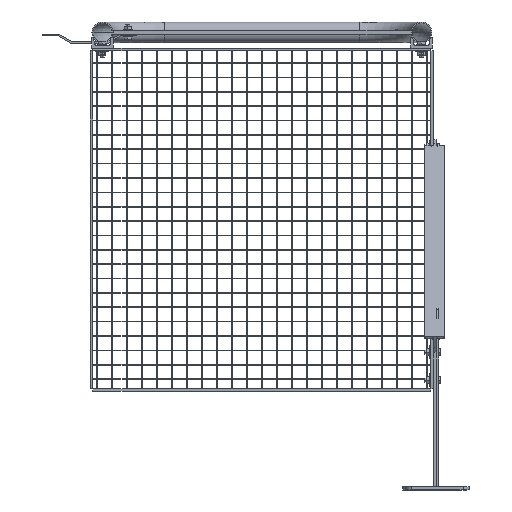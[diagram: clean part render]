
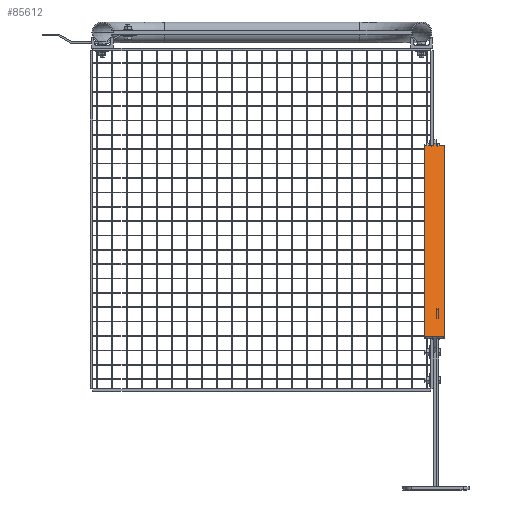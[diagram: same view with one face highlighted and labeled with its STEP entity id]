
A CAD part, front view. The second image highlights one B-rep face of the part: STEP entity #85612.
In plain terms, the highlighted planar face has unit normal (0, -0.599, 0.801).
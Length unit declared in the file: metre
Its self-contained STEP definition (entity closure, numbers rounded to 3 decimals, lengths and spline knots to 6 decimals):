
#1518 = VECTOR ( 'NONE', #4197, 1. ) ;
#1614 = ORIENTED_EDGE ( 'NONE', *, *, #30575, .F. ) ;
#3122 = LINE ( 'NONE', #99702, #1518 ) ;
#3264 = EDGE_CURVE ( 'NONE', #28878, #29478, #89066, .T. ) ;
#4197 = DIRECTION ( 'NONE',  ( 0., 0.801, 0.599 ) ) ;
#6286 = CARTESIAN_POINT ( 'NONE',  ( 0.4265, -0.685379, -0.272948 ) ) ;
#6412 = VERTEX_POINT ( 'NONE', #59235 ) ;
#9713 = AXIS2_PLACEMENT_3D ( 'NONE', #60518, #102368, #43907 ) ;
#11985 = CARTESIAN_POINT ( 'NONE',  ( 0.4265, -0.089389, 0.172682 ) ) ;
#14924 = VECTOR ( 'NONE', #105138, 1. ) ;
#17561 = ORIENTED_EDGE ( 'NONE', *, *, #92351, .T. ) ;
#19378 = ORIENTED_EDGE ( 'NONE', *, *, #3264, .F. ) ;
#20792 = VECTOR ( 'NONE', #97833, 1. ) ;
#23942 = CARTESIAN_POINT ( 'NONE',  ( 0.4, -0.730389, -0.306603 ) ) ;
#25473 = EDGE_CURVE ( 'NONE', #6412, #52871, #74918, .T. ) ;
#25563 = CARTESIAN_POINT ( 'NONE',  ( 0.406, -0.08138, 0.178671 ) ) ;
#25569 = ORIENTED_EDGE ( 'NONE', *, *, #104910, .T. ) ;
#27796 = FACE_OUTER_BOUND ( 'NONE', #41007, .T. ) ;
#28268 = CARTESIAN_POINT ( 'NONE',  ( 0.406, -0.730389, -0.306603 ) ) ;
#28878 = VERTEX_POINT ( 'NONE', #92631 ) ;
#29303 = CARTESIAN_POINT ( 'NONE',  ( 0.3795, -0.685379, -0.272948 ) ) ;
#29478 = VERTEX_POINT ( 'NONE', #92243 ) ;
#29854 = CARTESIAN_POINT ( 'NONE',  ( 0.406, -0.085785, 0.175377 ) ) ;
#30575 = EDGE_CURVE ( 'NONE', #39298, #6412, #58252, .T. ) ;
#31155 = VERTEX_POINT ( 'NONE', #70425 ) ;
#33211 = CARTESIAN_POINT ( 'NONE',  ( 0.3795, -0.089389, 0.172682 ) ) ;
#34504 = AXIS2_PLACEMENT_3D ( 'NONE', #43508, #37064, #69788 ) ;
#34670 = ORIENTED_EDGE ( 'NONE', *, *, #25473, .F. ) ;
#36512 = VECTOR ( 'NONE', #73292, 1. ) ;
#37064 = DIRECTION ( 'NONE',  ( 0., 0.599, -0.801 ) ) ;
#37429 = LINE ( 'NONE', #46539, #45852 ) ;
#38100 = ORIENTED_EDGE ( 'NONE', *, *, #80030, .T. ) ;
#39298 = VERTEX_POINT ( 'NONE', #87803 ) ;
#41007 = EDGE_LOOP ( 'NONE', ( #98677, #100200, #87926, #17561, #25569, #34670, #1614, #38100, #19378, #52032 ) ) ;
#41019 = EDGE_CURVE ( 'NONE', #85749, #57279, #91360, .T. ) ;
#42393 = VERTEX_POINT ( 'NONE', #29854 ) ;
#43508 = CARTESIAN_POINT ( 'NONE',  ( 0.3955, -0.085785, 0.175377 ) ) ;
#43846 = DIRECTION ( 'NONE',  ( 0., 0.801, 0.599 ) ) ;
#43907 = DIRECTION ( 'NONE',  ( 0., -0.801, -0.599 ) ) ;
#45852 = VECTOR ( 'NONE', #86784, 1. ) ;
#46539 = CARTESIAN_POINT ( 'NONE',  ( 0.3795, -0.730389, -0.306603 ) ) ;
#48449 = DIRECTION ( 'NONE',  ( 0., 0.599, -0.801 ) ) ;
#50763 = CARTESIAN_POINT ( 'NONE',  ( 0.4, -0.08138, 0.178671 ) ) ;
#52032 = ORIENTED_EDGE ( 'NONE', *, *, #74431, .F. ) ;
#52700 = VERTEX_POINT ( 'NONE', #71237 ) ;
#52871 = VERTEX_POINT ( 'NONE', #25563 ) ;
#53448 = VECTOR ( 'NONE', #99591, 1. ) ;
#54893 = LINE ( 'NONE', #11985, #94086 ) ;
#56482 = CARTESIAN_POINT ( 'NONE',  ( 0.4105, -0.085785, 0.175377 ) ) ;
#57279 = VERTEX_POINT ( 'NONE', #29303 ) ;
#58252 = LINE ( 'NONE', #23942, #36512 ) ;
#59235 = CARTESIAN_POINT ( 'NONE',  ( 0.4, -0.08138, 0.178671 ) ) ;
#60518 = CARTESIAN_POINT ( 'NONE',  ( 0.4, -0.730389, -0.306603 ) ) ;
#61202 = EDGE_CURVE ( 'NONE', #85749, #52700, #3122, .T. ) ;
#64529 = DIRECTION ( 'NONE',  ( 0., -0.801, -0.599 ) ) ;
#66679 = CARTESIAN_POINT ( 'NONE',  ( 0.4, -0.685379, -0.272948 ) ) ;
#67071 = CIRCLE ( 'NONE', #34504, 0.0045 ) ;
#69054 = LINE ( 'NONE', #28268, #91934 ) ;
#69788 = DIRECTION ( 'NONE',  ( 0., -0.801, -0.599 ) ) ;
#70425 = CARTESIAN_POINT ( 'NONE',  ( 0.4105, -0.089389, 0.172682 ) ) ;
#71237 = CARTESIAN_POINT ( 'NONE',  ( 0.4265, -0.089389, 0.172682 ) ) ;
#72218 = CIRCLE ( 'NONE', #80814, 0.0045 ) ;
#73292 = DIRECTION ( 'NONE',  ( 0., 0.801, 0.599 ) ) ;
#74431 = EDGE_CURVE ( 'NONE', #57279, #28878, #37429, .T. ) ;
#74918 = LINE ( 'NONE', #50763, #53448 ) ;
#80030 = EDGE_CURVE ( 'NONE', #39298, #29478, #67071, .T. ) ;
#80814 = AXIS2_PLACEMENT_3D ( 'NONE', #56482, #48449, #64529 ) ;
#84674 = PLANE ( 'NONE',  #9713 ) ;
#85612 = ADVANCED_FACE ( 'NONE', ( #27796 ), #84674, .F. ) ;
#85749 = VERTEX_POINT ( 'NONE', #6286 ) ;
#86556 = DIRECTION ( 'NONE',  ( -1., 0., 0. ) ) ;
#86784 = DIRECTION ( 'NONE',  ( 0., 0.801, 0.599 ) ) ;
#87803 = CARTESIAN_POINT ( 'NONE',  ( 0.4, -0.085785, 0.175377 ) ) ;
#87926 = ORIENTED_EDGE ( 'NONE', *, *, #88008, .T. ) ;
#88008 = EDGE_CURVE ( 'NONE', #52700, #31155, #54893, .T. ) ;
#89066 = LINE ( 'NONE', #33211, #14924 ) ;
#91360 = LINE ( 'NONE', #66679, #20792 ) ;
#91934 = VECTOR ( 'NONE', #43846, 1. ) ;
#92243 = CARTESIAN_POINT ( 'NONE',  ( 0.3955, -0.089389, 0.172682 ) ) ;
#92351 = EDGE_CURVE ( 'NONE', #31155, #42393, #72218, .T. ) ;
#92631 = CARTESIAN_POINT ( 'NONE',  ( 0.3795, -0.089389, 0.172682 ) ) ;
#94086 = VECTOR ( 'NONE', #86556, 1. ) ;
#97833 = DIRECTION ( 'NONE',  ( -1., 0., 0. ) ) ;
#98677 = ORIENTED_EDGE ( 'NONE', *, *, #41019, .F. ) ;
#99591 = DIRECTION ( 'NONE',  ( 1., 0., 0. ) ) ;
#99702 = CARTESIAN_POINT ( 'NONE',  ( 0.4265, -0.730389, -0.306603 ) ) ;
#100200 = ORIENTED_EDGE ( 'NONE', *, *, #61202, .T. ) ;
#102368 = DIRECTION ( 'NONE',  ( 0., 0.599, -0.801 ) ) ;
#104910 = EDGE_CURVE ( 'NONE', #42393, #52871, #69054, .T. ) ;
#105138 = DIRECTION ( 'NONE',  ( 1., 0., 0. ) ) ;
